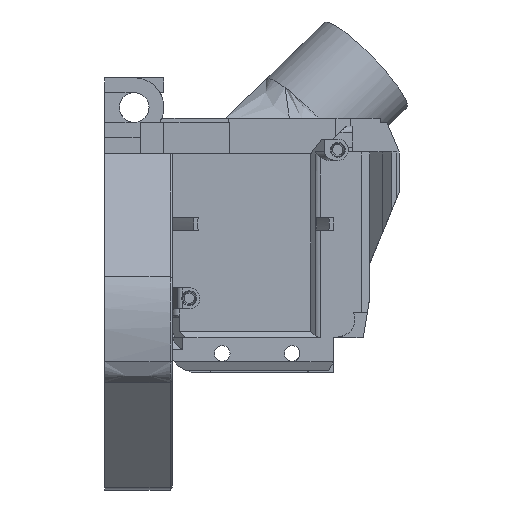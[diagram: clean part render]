
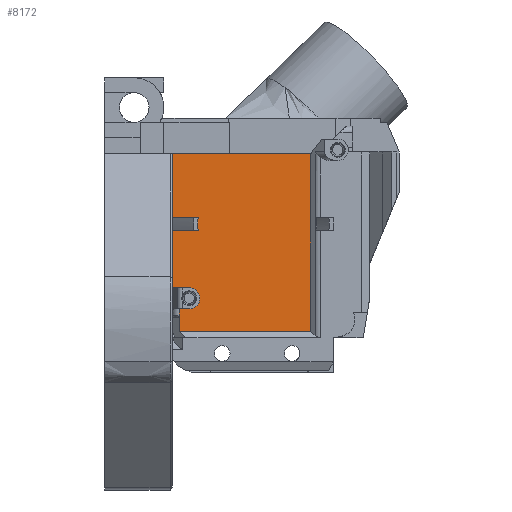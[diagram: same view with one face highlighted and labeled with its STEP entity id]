
A CAD part, left-side view. The second image highlights one B-rep face of the part: STEP entity #8172.
In plain terms, the highlighted planar face has unit normal (-1, 0, 0).
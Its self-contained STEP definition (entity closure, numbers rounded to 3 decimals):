
#159=PLANE('',#8666);
#458=FACE_OUTER_BOUND('',#911,.T.);
#911=EDGE_LOOP('',(#5651,#5652,#5653,#5654,#5655,#5656,#5657,#5658,#5659,
#5660,#5661,#5662,#5663,#5664,#5665,#5666,#5667,#5668,#5669));
#1411=CIRCLE('',#8667,2.5);
#1412=CIRCLE('',#8668,21.5);
#1413=CIRCLE('',#8669,15.5);
#1414=CIRCLE('',#8670,21.5);
#1806=LINE('',#11927,#2640);
#1808=LINE('',#11931,#2642);
#1825=LINE('',#12140,#2659);
#1826=LINE('',#12142,#2660);
#1827=LINE('',#12144,#2661);
#1828=LINE('',#12146,#2662);
#1829=LINE('',#12148,#2663);
#1830=LINE('',#12150,#2664);
#1831=LINE('',#12152,#2665);
#1832=LINE('',#12153,#2666);
#1833=LINE('',#12157,#2667);
#1834=LINE('',#12161,#2668);
#1835=LINE('',#12164,#2669);
#1836=LINE('',#12166,#2670);
#1837=LINE('',#12167,#2671);
#2640=VECTOR('',#9409,10.);
#2642=VECTOR('',#9411,10.);
#2659=VECTOR('',#9504,10.);
#2660=VECTOR('',#9505,1.8);
#2661=VECTOR('',#9506,10.);
#2662=VECTOR('',#9507,10.);
#2663=VECTOR('',#9508,10.);
#2664=VECTOR('',#9509,10.);
#2665=VECTOR('',#9510,10.);
#2666=VECTOR('',#9511,10.);
#2667=VECTOR('',#9514,10.);
#2668=VECTOR('',#9517,10.);
#2669=VECTOR('',#9520,10.);
#2670=VECTOR('',#9521,10.);
#2671=VECTOR('',#9522,10.);
#3492=VERTEX_POINT('',#11924);
#3493=VERTEX_POINT('',#11926);
#3494=VERTEX_POINT('',#11928);
#3495=VERTEX_POINT('',#11930);
#3541=VERTEX_POINT('',#12136);
#3542=VERTEX_POINT('',#12137);
#3543=VERTEX_POINT('',#12139);
#3544=VERTEX_POINT('',#12141);
#3545=VERTEX_POINT('',#12143);
#3546=VERTEX_POINT('',#12145);
#3547=VERTEX_POINT('',#12147);
#3548=VERTEX_POINT('',#12149);
#3549=VERTEX_POINT('',#12151);
#3550=VERTEX_POINT('',#12154);
#3551=VERTEX_POINT('',#12156);
#3552=VERTEX_POINT('',#12158);
#3553=VERTEX_POINT('',#12160);
#3554=VERTEX_POINT('',#12163);
#3555=VERTEX_POINT('',#12165);
#4314=EDGE_CURVE('',#3492,#3493,#1806,.T.);
#4316=EDGE_CURVE('',#3494,#3495,#1808,.T.);
#4372=EDGE_CURVE('',#3541,#3542,#1411,.T.);
#4373=EDGE_CURVE('',#3542,#3543,#1825,.T.);
#4374=EDGE_CURVE('',#3544,#3543,#1826,.T.);
#4375=EDGE_CURVE('',#3545,#3544,#1827,.T.);
#4376=EDGE_CURVE('',#3546,#3545,#1828,.T.);
#4377=EDGE_CURVE('',#3547,#3546,#1829,.T.);
#4378=EDGE_CURVE('',#3547,#3548,#1830,.T.);
#4379=EDGE_CURVE('',#3549,#3548,#1831,.T.);
#4380=EDGE_CURVE('',#3549,#3495,#1832,.T.);
#4381=EDGE_CURVE('',#3494,#3550,#1412,.T.);
#4382=EDGE_CURVE('',#3550,#3551,#1833,.T.);
#4383=EDGE_CURVE('',#3551,#3552,#1413,.T.);
#4384=EDGE_CURVE('',#3552,#3553,#1834,.T.);
#4385=EDGE_CURVE('',#3553,#3493,#1414,.T.);
#4386=EDGE_CURVE('',#3554,#3492,#1835,.T.);
#4387=EDGE_CURVE('',#3554,#3555,#1836,.T.);
#4388=EDGE_CURVE('',#3555,#3541,#1837,.T.);
#5651=ORIENTED_EDGE('',*,*,#4372,.T.);
#5652=ORIENTED_EDGE('',*,*,#4373,.T.);
#5653=ORIENTED_EDGE('',*,*,#4374,.F.);
#5654=ORIENTED_EDGE('',*,*,#4375,.F.);
#5655=ORIENTED_EDGE('',*,*,#4376,.F.);
#5656=ORIENTED_EDGE('',*,*,#4377,.F.);
#5657=ORIENTED_EDGE('',*,*,#4378,.T.);
#5658=ORIENTED_EDGE('',*,*,#4379,.F.);
#5659=ORIENTED_EDGE('',*,*,#4380,.T.);
#5660=ORIENTED_EDGE('',*,*,#4316,.F.);
#5661=ORIENTED_EDGE('',*,*,#4381,.T.);
#5662=ORIENTED_EDGE('',*,*,#4382,.T.);
#5663=ORIENTED_EDGE('',*,*,#4383,.T.);
#5664=ORIENTED_EDGE('',*,*,#4384,.T.);
#5665=ORIENTED_EDGE('',*,*,#4385,.T.);
#5666=ORIENTED_EDGE('',*,*,#4314,.F.);
#5667=ORIENTED_EDGE('',*,*,#4386,.F.);
#5668=ORIENTED_EDGE('',*,*,#4387,.T.);
#5669=ORIENTED_EDGE('',*,*,#4388,.T.);
#8172=ADVANCED_FACE('',(#458),#159,.T.);
#8666=AXIS2_PLACEMENT_3D('',#12135,#9500,#9501);
#8667=AXIS2_PLACEMENT_3D('',#12138,#9502,#9503);
#8668=AXIS2_PLACEMENT_3D('',#12155,#9512,#9513);
#8669=AXIS2_PLACEMENT_3D('',#12159,#9515,#9516);
#8670=AXIS2_PLACEMENT_3D('',#12162,#9518,#9519);
#9409=DIRECTION('',(0.,0.,1.));
#9411=DIRECTION('',(0.,0.,1.));
#9500=DIRECTION('center_axis',(-1.,0.,0.));
#9501=DIRECTION('ref_axis',(0.,-1.,0.));
#9502=DIRECTION('center_axis',(1.,0.,0.));
#9503=DIRECTION('ref_axis',(0.,-1.,0.));
#9504=DIRECTION('',(0.,1.,0.));
#9505=DIRECTION('',(0.,0.,1.));
#9506=DIRECTION('',(0.,1.,0.));
#9507=DIRECTION('',(0.,0.,1.));
#9508=DIRECTION('',(0.,1.,0.));
#9509=DIRECTION('',(0.,0.,1.));
#9510=DIRECTION('',(0.,-1.,0.));
#9511=DIRECTION('',(0.,0.,-1.));
#9512=DIRECTION('center_axis',(1.,0.,0.));
#9513=DIRECTION('ref_axis',(0.,1.,0.));
#9514=DIRECTION('',(0.,-1.,0.));
#9515=DIRECTION('center_axis',(-1.,0.,0.));
#9516=DIRECTION('ref_axis',(0.,-1.,0.));
#9517=DIRECTION('',(0.,1.,0.));
#9518=DIRECTION('center_axis',(1.,0.,0.));
#9519=DIRECTION('ref_axis',(0.,1.,0.));
#9520=DIRECTION('',(0.,1.,0.));
#9521=DIRECTION('',(0.,0.,1.));
#9522=DIRECTION('',(0.,-1.,0.));
#11924=CARTESIAN_POINT('',(-22.,20.,16.69));
#11926=CARTESIAN_POINT('',(-22.,20.,35.999));
#11927=CARTESIAN_POINT('',(-22.,20.,35.899));
#11928=CARTESIAN_POINT('',(-22.,20.,36.001));
#11930=CARTESIAN_POINT('',(-22.,20.,52.597));
#11931=CARTESIAN_POINT('',(-22.,20.,35.899));
#12135=CARTESIAN_POINT('Origin',(-22.,-11.5,32.406));
#12136=CARTESIAN_POINT('',(-22.,15.751,20.988));
#12137=CARTESIAN_POINT('',(-22.,16.,16.));
#12138=CARTESIAN_POINT('Origin',(-22.,16.,18.5));
#12139=CARTESIAN_POINT('',(-22.,18.388,16.));
#12140=CARTESIAN_POINT('',(-22.,3.5,16.));
#12141=CARTESIAN_POINT('',(-22.,18.388,14.55));
#12142=CARTESIAN_POINT('',(-22.,18.388,15.26));
#12143=CARTESIAN_POINT('',(-22.,18.3,14.55));
#12144=CARTESIAN_POINT('',(-22.,0.25,14.55));
#12145=CARTESIAN_POINT('',(-22.,18.3,10.711));
#12146=CARTESIAN_POINT('',(-22.,18.3,36.069));
#12147=CARTESIAN_POINT('',(-22.,-12.603,10.711));
#12148=CARTESIAN_POINT('',(-22.,-11.216,10.711));
#12149=CARTESIAN_POINT('',(-22.,-12.603,52.6));
#12150=CARTESIAN_POINT('',(-22.,-12.603,26.869));
#12151=CARTESIAN_POINT('',(-22.,20.,52.6));
#12152=CARTESIAN_POINT('',(-22.,-5.125,52.6));
#12153=CARTESIAN_POINT('',(-22.,20.,46.98));
#12154=CARTESIAN_POINT('',(-22.,19.948,37.5));
#12155=CARTESIAN_POINT('Origin',(-22.,-1.5,36.));
#12156=CARTESIAN_POINT('',(-22.,13.927,37.5));
#12157=CARTESIAN_POINT('',(-22.,1.716,37.5));
#12158=CARTESIAN_POINT('',(-22.,13.927,34.5));
#12159=CARTESIAN_POINT('Origin',(-22.,-1.5,36.));
#12160=CARTESIAN_POINT('',(-22.,19.948,34.5));
#12161=CARTESIAN_POINT('',(-22.,1.214,34.5));
#12162=CARTESIAN_POINT('Origin',(-22.,-1.5,36.));
#12163=CARTESIAN_POINT('',(-22.,19.9,16.69));
#12164=CARTESIAN_POINT('',(-22.,25.,16.69));
#12165=CARTESIAN_POINT('',(-22.,19.9,20.988));
#12166=CARTESIAN_POINT('',(-22.,19.9,36.453));
#12167=CARTESIAN_POINT('',(-22.,-1.968,20.988));
